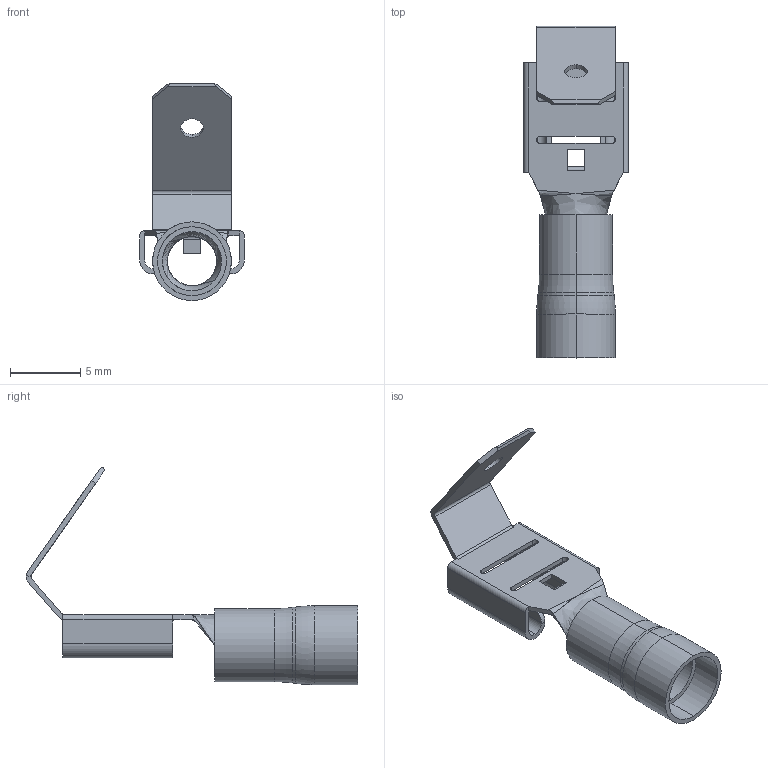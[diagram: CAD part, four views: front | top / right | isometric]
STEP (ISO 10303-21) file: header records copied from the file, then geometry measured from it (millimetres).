
FILE_DESCRIPTION (( 'STEP AP214' ), '1' );
FILE_NAME ('V70FP004002.step', '2017-09-28T13:21:23', ( '' ), ( '' ), 'SwSTEP 2.0', 'SolidWorks 2017', '' );
FILE_SCHEMA (( 'AUTOMOTIVE_DESIGN' ));
Length unit declared in the file: millimetre
Products named in the file (1): V70FP004002
Bounding box: 7.46 x 23.6 x 15.44 mm (x, y, z)
Volume: 177.7 mm3; surface area: 1025.6 mm2
Topology: 2 solids, 2 shells, 123 faces, 340 edges, 212 vertices
Faces by surface type: cylinder 50, plane 49, bspline 14, cone 6, torus 4
Entity records: 4972 total; most frequent: CARTESIAN_POINT 1724, ORIENTED_EDGE 664, DIRECTION 583, EDGE_CURVE 332, VERTEX_POINT 212, AXIS2_PLACEMENT_3D 208, VECTOR 167, LINE 167
